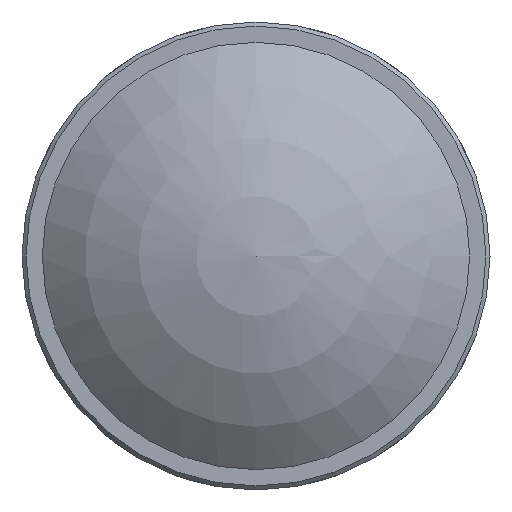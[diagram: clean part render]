
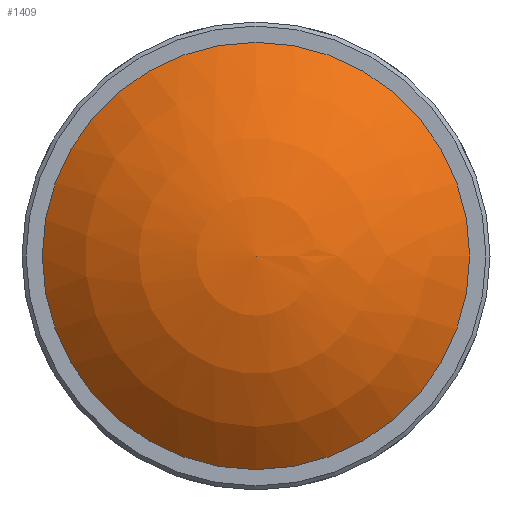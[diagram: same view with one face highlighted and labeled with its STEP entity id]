
A CAD part, left-side view. The second image highlights one B-rep face of the part: STEP entity #1409.
In plain terms, the highlighted spherical face has radius 31.209 mm.
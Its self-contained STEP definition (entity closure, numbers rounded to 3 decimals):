
#268 = EDGE_CURVE ( 'NONE', #1081, #1081, #2036, .T. ) ;
#427 = SPHERICAL_SURFACE ( 'NONE', #1824, 31.21 ) ;
#451 = CARTESIAN_POINT ( 'NONE',  ( 31.468, 0., 0. ) ) ;
#515 = DIRECTION ( 'NONE',  ( 0., 1., 0. ) ) ;
#885 = EDGE_LOOP ( 'NONE', ( #1810 ) ) ;
#1023 = DIRECTION ( 'NONE',  ( 1., 0., 0. ) ) ;
#1027 = AXIS2_PLACEMENT_3D ( 'NONE', #1949, #1023, #515 ) ;
#1069 = CARTESIAN_POINT ( 'NONE',  ( 8.8, 21.452, 0. ) ) ;
#1079 = DIRECTION ( 'NONE',  ( 0., -1., 0. ) ) ;
#1081 = VERTEX_POINT ( 'NONE', #1069 ) ;
#1218 = FACE_OUTER_BOUND ( 'NONE', #885, .T. ) ;
#1409 = ADVANCED_FACE ( 'NONE', ( #1218 ), #427, .T. ) ;
#1810 = ORIENTED_EDGE ( 'NONE', *, *, #268, .F. ) ;
#1824 = AXIS2_PLACEMENT_3D ( 'NONE', #451, #2032, #1079 ) ;
#1949 = CARTESIAN_POINT ( 'NONE',  ( 8.8, 0., 0. ) ) ;
#2032 = DIRECTION ( 'NONE',  ( -1., 0., 0. ) ) ;
#2036 = CIRCLE ( 'NONE', #1027, 21.452 ) ;
